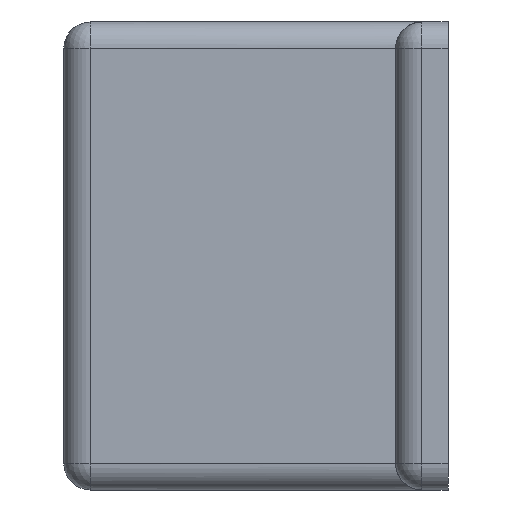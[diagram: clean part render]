
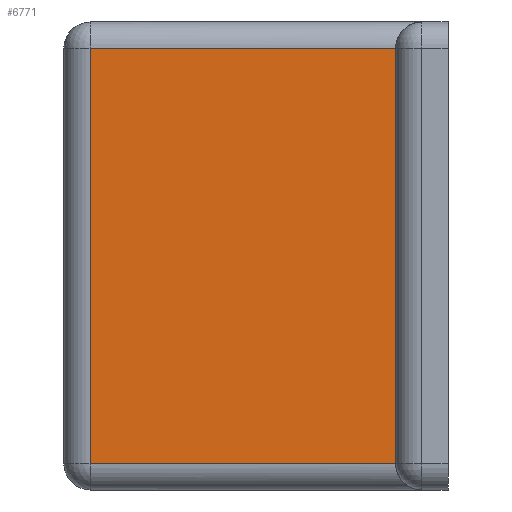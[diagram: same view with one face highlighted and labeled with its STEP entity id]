
A CAD part, left-side view. The second image highlights one B-rep face of the part: STEP entity #6771.
In plain terms, the highlighted planar face has unit normal (-1, 0, 0).
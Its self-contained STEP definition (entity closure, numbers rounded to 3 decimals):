
#3799=DIRECTION('',(0.,0.,1.));
#3800=VECTOR('',#3799,23.8);
#3801=CARTESIAN_POINT('',(-22.5,3.,15.05));
#3802=LINE('',#3801,#3800);
#4005=DIRECTION('',(0.,0.,-1.));
#4006=VECTOR('',#4005,23.8);
#4007=CARTESIAN_POINT('',(-22.5,20.5,38.85));
#4008=LINE('',#4007,#4006);
#4034=DIRECTION('',(0.,1.,0.));
#4035=VECTOR('',#4034,17.5);
#4036=CARTESIAN_POINT('',(-22.5,3.,15.05));
#4037=LINE('',#4036,#4035);
#4048=DIRECTION('',(0.,1.,0.));
#4049=VECTOR('',#4048,17.5);
#4050=CARTESIAN_POINT('',(-22.5,3.,38.85));
#4051=LINE('',#4050,#4049);
#5679=CARTESIAN_POINT('',(-22.5,3.,38.85));
#5680=VERTEX_POINT('',#5679);
#5697=CARTESIAN_POINT('',(-22.5,20.5,38.85));
#5698=VERTEX_POINT('',#5697);
#5843=CARTESIAN_POINT('',(-22.5,3.,15.05));
#5844=CARTESIAN_POINT('',(-22.5,20.5,15.05));
#5845=VERTEX_POINT('',#5843);
#5846=VERTEX_POINT('',#5844);
#6759=CARTESIAN_POINT('',(-22.5,20.5,-40.35));
#6760=DIRECTION('',(-1.,0.,0.));
#6761=DIRECTION('',(0.,-1.,0.));
#6762=AXIS2_PLACEMENT_3D('',#6759,#6760,#6761);
#6763=PLANE('',#6762);
#6764=ORIENTED_EDGE('',*,*,#6746,.T.);
#6765=ORIENTED_EDGE('',*,*,#6707,.F.);
#6767=ORIENTED_EDGE('',*,*,#6766,.F.);
#6768=ORIENTED_EDGE('',*,*,#6486,.F.);
#6769=EDGE_LOOP('',(#6764,#6765,#6767,#6768));
#6770=FACE_OUTER_BOUND('',#6769,.F.);
#6486=EDGE_CURVE('',#5845,#5680,#3802,.T.);
#6707=EDGE_CURVE('',#5698,#5846,#4008,.T.);
#6746=EDGE_CURVE('',#5845,#5846,#4037,.T.);
#6766=EDGE_CURVE('',#5680,#5698,#4051,.T.);
#6771=ADVANCED_FACE('',(#6770),#6763,.T.);
